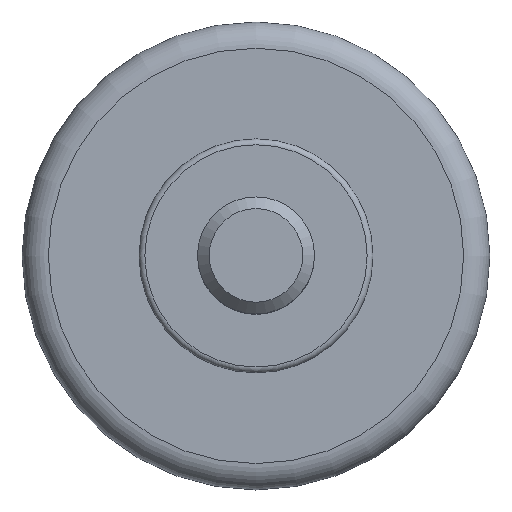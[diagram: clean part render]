
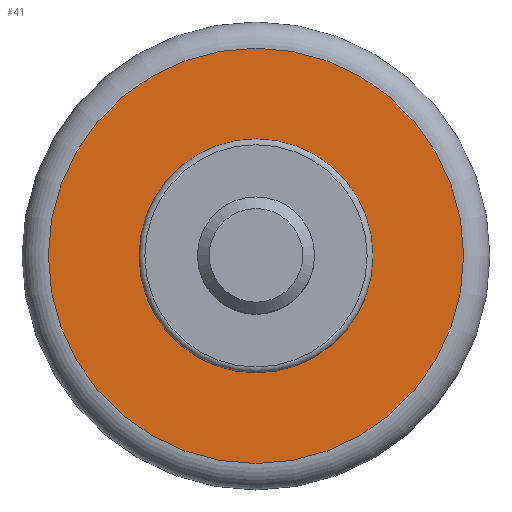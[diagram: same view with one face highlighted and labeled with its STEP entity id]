
A CAD part, top view. The second image highlights one B-rep face of the part: STEP entity #41.
In plain terms, the highlighted planar face has unit normal (0, 0, 1).
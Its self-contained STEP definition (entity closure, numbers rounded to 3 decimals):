
#41 = ADVANCED_FACE( '', ( #85, #86 ), #87, .F. );
#85 = FACE_OUTER_BOUND( '', #134, .T. );
#86 = FACE_BOUND( '', #135, .T. );
#87 = PLANE( '', #136 );
#134 = EDGE_LOOP( '', ( #183 ) );
#135 = EDGE_LOOP( '', ( #184 ) );
#136 = AXIS2_PLACEMENT_3D( '', #185, #186, #187 );
#183 = ORIENTED_EDGE( '', *, *, #237, .T. );
#184 = ORIENTED_EDGE( '', *, *, #235, .F. );
#185 = CARTESIAN_POINT( '', ( 20., 0., 9. ) );
#186 = DIRECTION( '', ( 0., 0., -1. ) );
#187 = DIRECTION( '', ( -1., 0., 0. ) );
#235 = EDGE_CURVE( '', #259, #259, #260, .T. );
#237 = EDGE_CURVE( '', #262, #262, #263, .F. );
#259 = VERTEX_POINT( '', #290 );
#260 = CIRCLE( '', #291, 10. );
#262 = VERTEX_POINT( '', #293 );
#263 = CIRCLE( '', #294, 17.75 );
#290 = CARTESIAN_POINT( '', ( 10., 0., 9. ) );
#291 = AXIS2_PLACEMENT_3D( '', #321, #322, #323 );
#293 = CARTESIAN_POINT( '', ( -17.75, 0., 9. ) );
#294 = AXIS2_PLACEMENT_3D( '', #324, #325, #326 );
#321 = CARTESIAN_POINT( '', ( 0., 0., 9. ) );
#322 = DIRECTION( '', ( 0., 0., 1. ) );
#323 = DIRECTION( '', ( 1., 0., 0. ) );
#324 = CARTESIAN_POINT( '', ( 0., 0., 9. ) );
#325 = DIRECTION( '', ( 0., 0., -1. ) );
#326 = DIRECTION( '', ( -1., 0., 0. ) );
